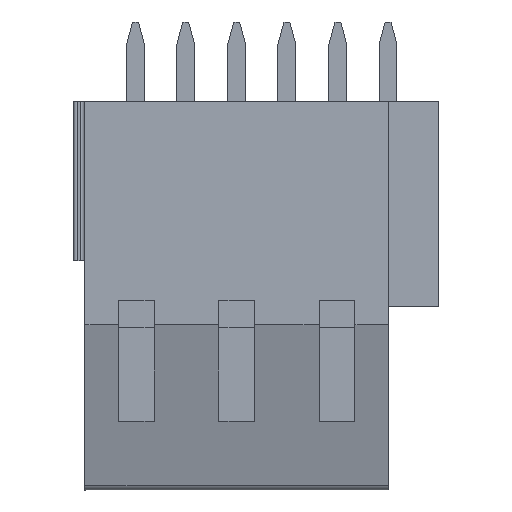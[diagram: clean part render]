
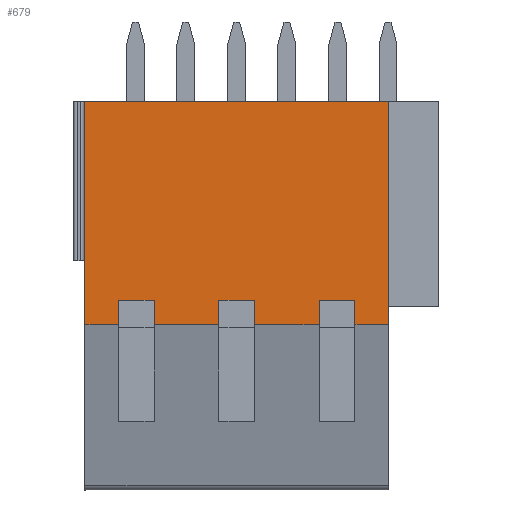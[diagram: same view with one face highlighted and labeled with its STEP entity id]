
A CAD part, left-side view. The second image highlights one B-rep face of the part: STEP entity #679.
In plain terms, the highlighted planar face has unit normal (-1, 0, 0).
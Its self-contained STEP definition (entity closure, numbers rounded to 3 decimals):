
#679 = ADVANCED_FACE( '', ( #1424 ), #1425, .F. );
#1424 = FACE_OUTER_BOUND( '', #2214, .T. );
#1425 = PLANE( '', #2215 );
#2214 = EDGE_LOOP( '', ( #4157, #4158, #4159, #4160, #4161, #4162, #4163, #4164, #4165, #4166, #4167, #4168, #4169, #4170, #4171, #4172 ) );
#2215 = AXIS2_PLACEMENT_3D( '', #4173, #4174, #4175 );
#4157 = ORIENTED_EDGE( '', *, *, #4684, .F. );
#4158 = ORIENTED_EDGE( '', *, *, #5233, .T. );
#4159 = ORIENTED_EDGE( '', *, *, #4840, .F. );
#4160 = ORIENTED_EDGE( '', *, *, #5057, .F. );
#4161 = ORIENTED_EDGE( '', *, *, #4665, .F. );
#4162 = ORIENTED_EDGE( '', *, *, #5231, .T. );
#4163 = ORIENTED_EDGE( '', *, *, #4972, .F. );
#4164 = ORIENTED_EDGE( '', *, *, #5420, .F. );
#4165 = ORIENTED_EDGE( '', *, *, #5322, .F. );
#4166 = ORIENTED_EDGE( '', *, *, #5228, .T. );
#4167 = ORIENTED_EDGE( '', *, *, #5076, .T. );
#4168 = ORIENTED_EDGE( '', *, *, #5135, .F. );
#4169 = ORIENTED_EDGE( '', *, *, #5421, .F. );
#4170 = ORIENTED_EDGE( '', *, *, #5225, .T. );
#4171 = ORIENTED_EDGE( '', *, *, #4779, .F. );
#4172 = ORIENTED_EDGE( '', *, *, #5379, .F. );
#4173 = CARTESIAN_POINT( '', ( 7.819, -24.611, 9.7 ) );
#4174 = DIRECTION( '', ( 1., 0., 0. ) );
#4175 = DIRECTION( '', ( 0., 0., -1. ) );
#4665 = EDGE_CURVE( '', #5583, #5585, #5586, .T. );
#4684 = EDGE_CURVE( '', #5617, #5619, #5620, .T. );
#4779 = EDGE_CURVE( '', #5778, #5780, #5781, .T. );
#4840 = EDGE_CURVE( '', #5877, #5879, #5880, .T. );
#4972 = EDGE_CURVE( '', #6091, #6093, #6094, .T. );
#5057 = EDGE_CURVE( '', #5585, #5877, #6228, .T. );
#5076 = EDGE_CURVE( '', #6255, #6253, #6256, .T. );
#5135 = EDGE_CURVE( '', #6345, #6253, #6347, .T. );
#5225 = EDGE_CURVE( '', #6475, #5780, #6476, .T. );
#5228 = EDGE_CURVE( '', #6480, #6255, #6481, .T. );
#5231 = EDGE_CURVE( '', #5583, #6093, #6485, .T. );
#5233 = EDGE_CURVE( '', #5617, #5879, #6487, .T. );
#5322 = EDGE_CURVE( '', #6480, #6599, #6600, .T. );
#5379 = EDGE_CURVE( '', #5619, #5778, #6669, .T. );
#5420 = EDGE_CURVE( '', #6599, #6091, #6712, .T. );
#5421 = EDGE_CURVE( '', #6475, #6345, #6713, .T. );
#5583 = VERTEX_POINT( '', #6910 );
#5585 = VERTEX_POINT( '', #6913 );
#5586 = LINE( '', #6914, #6915 );
#5617 = VERTEX_POINT( '', #6958 );
#5619 = VERTEX_POINT( '', #6961 );
#5620 = LINE( '', #6962, #6963 );
#5778 = VERTEX_POINT( '', #7185 );
#5780 = VERTEX_POINT( '', #7188 );
#5781 = LINE( '', #7189, #7190 );
#5877 = VERTEX_POINT( '', #7326 );
#5879 = VERTEX_POINT( '', #7329 );
#5880 = LINE( '', #7330, #7331 );
#6091 = VERTEX_POINT( '', #7622 );
#6093 = VERTEX_POINT( '', #7625 );
#6094 = LINE( '', #7626, #7627 );
#6228 = LINE( '', #7821, #7822 );
#6253 = VERTEX_POINT( '', #7860 );
#6255 = VERTEX_POINT( '', #7863 );
#6256 = LINE( '', #7864, #7865 );
#6345 = VERTEX_POINT( '', #7996 );
#6347 = LINE( '', #7999, #8000 );
#6475 = VERTEX_POINT( '', #8179 );
#6476 = LINE( '', #8180, #8181 );
#6480 = VERTEX_POINT( '', #8187 );
#6481 = LINE( '', #8188, #8189 );
#6485 = LINE( '', #8195, #8196 );
#6487 = LINE( '', #8199, #8200 );
#6599 = VERTEX_POINT( '', #8363 );
#6600 = LINE( '', #8364, #8365 );
#6669 = LINE( '', #8463, #8464 );
#6712 = LINE( '', #8524, #8525 );
#6713 = LINE( '', #8526, #8527 );
#6910 = CARTESIAN_POINT( '', ( 7.819, -33.131, -1.5 ) );
#6913 = CARTESIAN_POINT( '', ( 7.819, -33.131, -0.276 ) );
#6914 = CARTESIAN_POINT( '', ( 7.819, -33.131, 9.7 ) );
#6915 = VECTOR( '', #8685, 1000. );
#6958 = CARTESIAN_POINT( '', ( 7.819, -28.091, -1.5 ) );
#6961 = CARTESIAN_POINT( '', ( 7.819, -28.091, -0.276 ) );
#6962 = CARTESIAN_POINT( '', ( 7.819, -28.091, 9.7 ) );
#6963 = VECTOR( '', #8702, 1000. );
#7185 = CARTESIAN_POINT( '', ( 7.819, -26.291, -0.276 ) );
#7188 = CARTESIAN_POINT( '', ( 7.819, -26.291, -1.5 ) );
#7189 = CARTESIAN_POINT( '', ( 7.819, -26.291, 9.7 ) );
#7190 = VECTOR( '', #8795, 1000. );
#7326 = CARTESIAN_POINT( '', ( 7.819, -31.331, -0.276 ) );
#7329 = CARTESIAN_POINT( '', ( 7.819, -31.331, -1.5 ) );
#7330 = CARTESIAN_POINT( '', ( 7.819, -31.331, 9.7 ) );
#7331 = VECTOR( '', #8852, 1000. );
#7622 = CARTESIAN_POINT( '', ( 7.819, -36.371, -0.276 ) );
#7625 = CARTESIAN_POINT( '', ( 7.819, -36.371, -1.5 ) );
#7626 = CARTESIAN_POINT( '', ( 7.819, -36.371, 9.7 ) );
#7627 = VECTOR( '', #9003, 1000. );
#7821 = CARTESIAN_POINT( '', ( 7.819, -24.611, -0.276 ) );
#7822 = VECTOR( '', #9079, 1000. );
#7860 = CARTESIAN_POINT( '', ( 7.819, -39.851, 9.7 ) );
#7863 = CARTESIAN_POINT( '', ( 7.819, -39.851, -1.5 ) );
#7864 = CARTESIAN_POINT( '', ( 7.819, -39.851, 9.7 ) );
#7865 = VECTOR( '', #9094, 1000. );
#7996 = CARTESIAN_POINT( '', ( 7.819, -24.611, 9.7 ) );
#7999 = CARTESIAN_POINT( '', ( 7.819, -24.611, 9.7 ) );
#8000 = VECTOR( '', #9168, 1000. );
#8179 = CARTESIAN_POINT( '', ( 7.819, -24.611, -1.5 ) );
#8180 = CARTESIAN_POINT( '', ( 7.819, -24.611, -1.5 ) );
#8181 = VECTOR( '', #9253, 1000. );
#8187 = CARTESIAN_POINT( '', ( 7.819, -38.171, -1.5 ) );
#8188 = CARTESIAN_POINT( '', ( 7.819, -24.611, -1.5 ) );
#8189 = VECTOR( '', #9256, 1000. );
#8195 = CARTESIAN_POINT( '', ( 7.819, -24.611, -1.5 ) );
#8196 = VECTOR( '', #9259, 1000. );
#8199 = CARTESIAN_POINT( '', ( 7.819, -24.611, -1.5 ) );
#8200 = VECTOR( '', #9261, 1000. );
#8363 = CARTESIAN_POINT( '', ( 7.819, -38.171, -0.276 ) );
#8364 = CARTESIAN_POINT( '', ( 7.819, -38.171, 9.7 ) );
#8365 = VECTOR( '', #9328, 1000. );
#8463 = CARTESIAN_POINT( '', ( 7.819, -24.611, -0.276 ) );
#8464 = VECTOR( '', #9373, 1000. );
#8524 = CARTESIAN_POINT( '', ( 7.819, -24.611, -0.276 ) );
#8525 = VECTOR( '', #9397, 1000. );
#8526 = CARTESIAN_POINT( '', ( 7.819, -24.611, 9.7 ) );
#8527 = VECTOR( '', #9398, 1000. );
#8685 = DIRECTION( '', ( 0., 0., 1. ) );
#8702 = DIRECTION( '', ( 0., 0., 1. ) );
#8795 = DIRECTION( '', ( 0., 0., -1. ) );
#8852 = DIRECTION( '', ( 0., 0., -1. ) );
#9003 = DIRECTION( '', ( 0., 0., -1. ) );
#9079 = DIRECTION( '', ( 0., 1., 0. ) );
#9094 = DIRECTION( '', ( 0., 0., 1. ) );
#9168 = DIRECTION( '', ( 0., -1., 0. ) );
#9253 = DIRECTION( '', ( 0., -1., 0. ) );
#9256 = DIRECTION( '', ( 0., -1., 0. ) );
#9259 = DIRECTION( '', ( 0., -1., 0. ) );
#9261 = DIRECTION( '', ( 0., -1., 0. ) );
#9328 = DIRECTION( '', ( 0., 0., 1. ) );
#9373 = DIRECTION( '', ( 0., 1., 0. ) );
#9397 = DIRECTION( '', ( 0., 1., 0. ) );
#9398 = DIRECTION( '', ( 0., 0., 1. ) );
